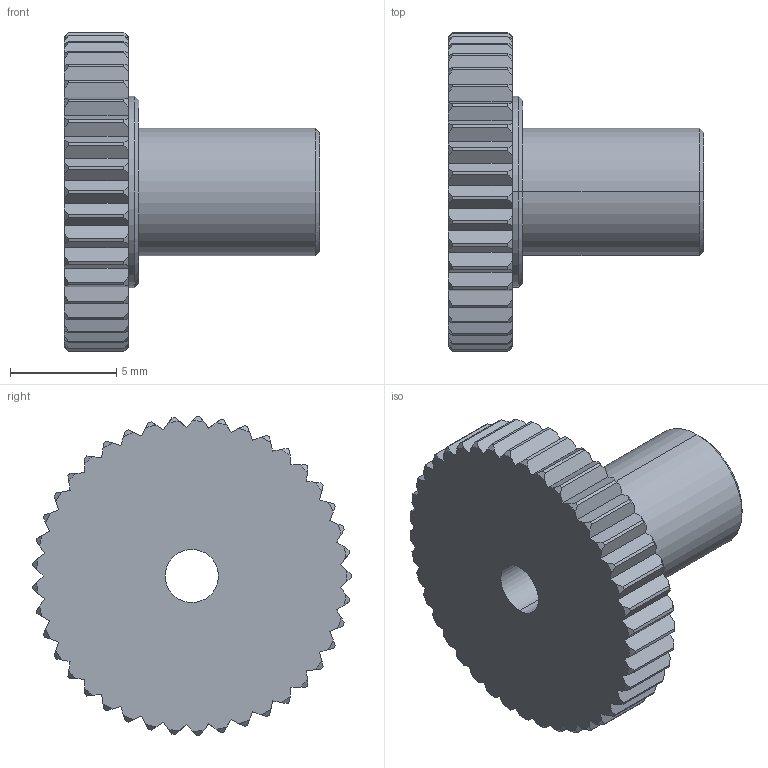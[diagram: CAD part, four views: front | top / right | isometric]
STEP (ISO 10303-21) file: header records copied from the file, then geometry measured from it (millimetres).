
FILE_DESCRIPTION (( 'STEP AP203' ), '1' );
FILE_NAME ('1257-B2P-B.STEP', '2013-09-23T13:51:34', ( 'The M瞁潎in' ), ( '' ), 'SwSTEP 2.0', 'SolidWorks 2013', '' );
FILE_SCHEMA (( 'CONFIG_CONTROL_DESIGN' ));
Length unit declared in the file: millimetre
Products named in the file (1): 1257-B2P-B
Bounding box: 12 x 14.98 x 14.99 mm (x, y, z)
Volume: 710.9 mm3; surface area: 770.6 mm2
Topology: 1 solids, 1 shells, 219 faces, 641 edges, 426 vertices
Faces by surface type: cone 86, plane 86, cylinder 47
Entity records: 7528 total; most frequent: CARTESIAN_POINT 1779, ORIENTED_EDGE 1282, DIRECTION 1097, EDGE_CURVE 641, VERTEX_POINT 426, AXIS2_PLACEMENT_3D 400, LINE 297, VECTOR 297
